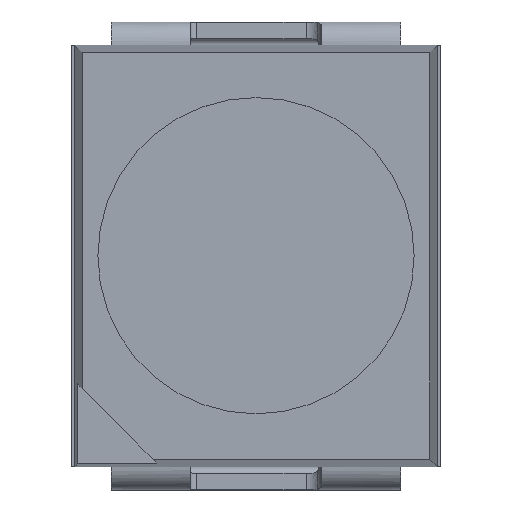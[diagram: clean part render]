
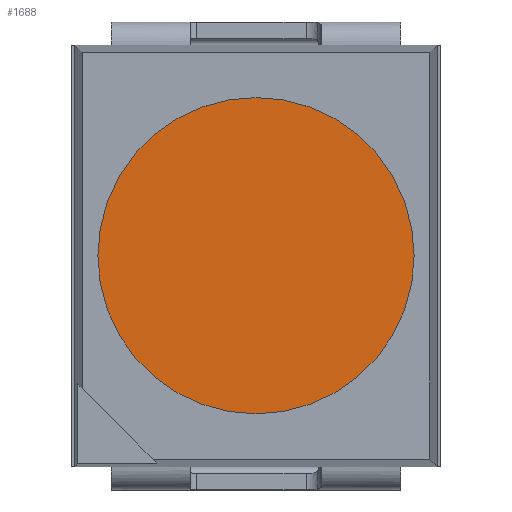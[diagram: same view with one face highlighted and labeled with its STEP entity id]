
A CAD part, top view. The second image highlights one B-rep face of the part: STEP entity #1688.
In plain terms, the highlighted planar face has unit normal (0, 0, 1).
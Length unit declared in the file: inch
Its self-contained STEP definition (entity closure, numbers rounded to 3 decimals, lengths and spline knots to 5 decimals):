
#41 = VERTEX_POINT ( 'NONE', #835 ) ;
#79 = DIRECTION ( 'NONE',  ( 1., 0., 0. ) ) ;
#81 = EDGE_LOOP ( 'NONE', ( #1806, #1628 ) ) ;
#260 = FACE_OUTER_BOUND ( 'NONE', #81, .T. ) ;
#407 = DIRECTION ( 'NONE',  ( 1., 0., 0. ) ) ;
#425 = CARTESIAN_POINT ( 'NONE',  ( 0., 0., -0.00082 ) ) ;
#734 = CIRCLE ( 'NONE', #967, 0.04724 ) ;
#835 = CARTESIAN_POINT ( 'NONE',  ( -0.04724, 0., -0.00082 ) ) ;
#954 = DIRECTION ( 'NONE',  ( 0., 0., 1. ) ) ;
#967 = AXIS2_PLACEMENT_3D ( 'NONE', #425, #1703, #79 ) ;
#1009 = EDGE_CURVE ( 'NONE', #41, #1935, #734, .T. ) ;
#1288 = EDGE_CURVE ( 'NONE', #1935, #41, #2174, .T. ) ;
#1340 = CARTESIAN_POINT ( 'NONE',  ( 0., 0., -0.00082 ) ) ;
#1365 = DIRECTION ( 'NONE',  ( 0., 0., 1. ) ) ;
#1540 = AXIS2_PLACEMENT_3D ( 'NONE', #1340, #954, #1710 ) ;
#1628 = ORIENTED_EDGE ( 'NONE', *, *, #1009, .T. ) ;
#1688 = ADVANCED_FACE ( 'NONE', ( #260 ), #1850, .T. ) ;
#1703 = DIRECTION ( 'NONE',  ( 0., 0., 1. ) ) ;
#1710 = DIRECTION ( 'NONE',  ( 1., 0., 0. ) ) ;
#1713 = CARTESIAN_POINT ( 'NONE',  ( 0.04724, 0., -0.00082 ) ) ;
#1806 = ORIENTED_EDGE ( 'NONE', *, *, #1288, .T. ) ;
#1850 = PLANE ( 'NONE',  #2150 ) ;
#1863 = CARTESIAN_POINT ( 'NONE',  ( 0., 0., -0.00082 ) ) ;
#1935 = VERTEX_POINT ( 'NONE', #1713 ) ;
#2150 = AXIS2_PLACEMENT_3D ( 'NONE', #1863, #1365, #407 ) ;
#2174 = CIRCLE ( 'NONE', #1540, 0.04724 ) ;
